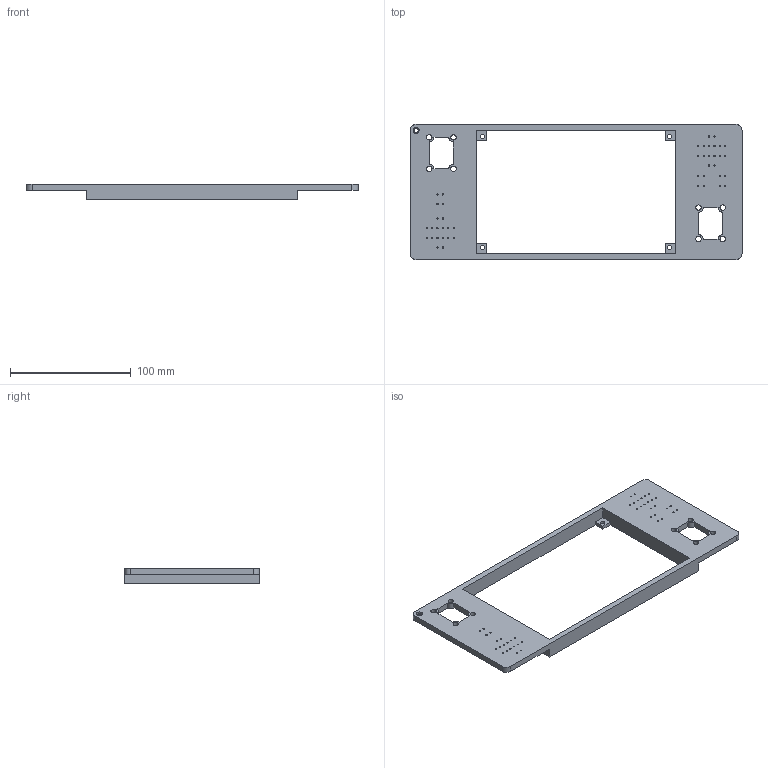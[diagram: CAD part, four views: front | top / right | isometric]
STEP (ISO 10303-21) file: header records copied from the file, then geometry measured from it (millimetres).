
FILE_DESCRIPTION(/* description */ (''),/* implementation_level */ '2;1');
FILE_NAME(/* name */ 'Top Shell.step',/* time_stamp */ '2025-07-31T21:57:26-06:00',/* author */ (''),/* organization */ (''),/* preprocessor_version */ 'ST-DEVELOPER v20.1',/* originating_system */ 'Autodesk Translation Framework v14.10.0.0',/* authorisation */ '');
FILE_SCHEMA (('AUTOMOTIVE_DESIGN { 1 0 10303 214 3 1 1 }'));
Length unit declared in the file: millimetre
Products named in the file (1): FusionComponent
Bounding box: 274.9 x 112 x 13 mm (x, y, z)
Volume: 87087.8 mm3; surface area: 43848.3 mm2
Topology: 1 solids, 1 shells, 105 faces, 306 edges, 204 vertices
Faces by surface type: cylinder 70, plane 35
Full cylindrical faces by diameter (mm): 1 x44, 3.4 x5, 4.45 x8, 5 x1
Entity records: 3813 total; most frequent: DIRECTION 658, CARTESIAN_POINT 616, ORIENTED_EDGE 612, EDGE_CURVE 306, AXIS2_PLACEMENT_3D 246, EDGE_LOOP 226, VERTEX_POINT 204, LINE 166
